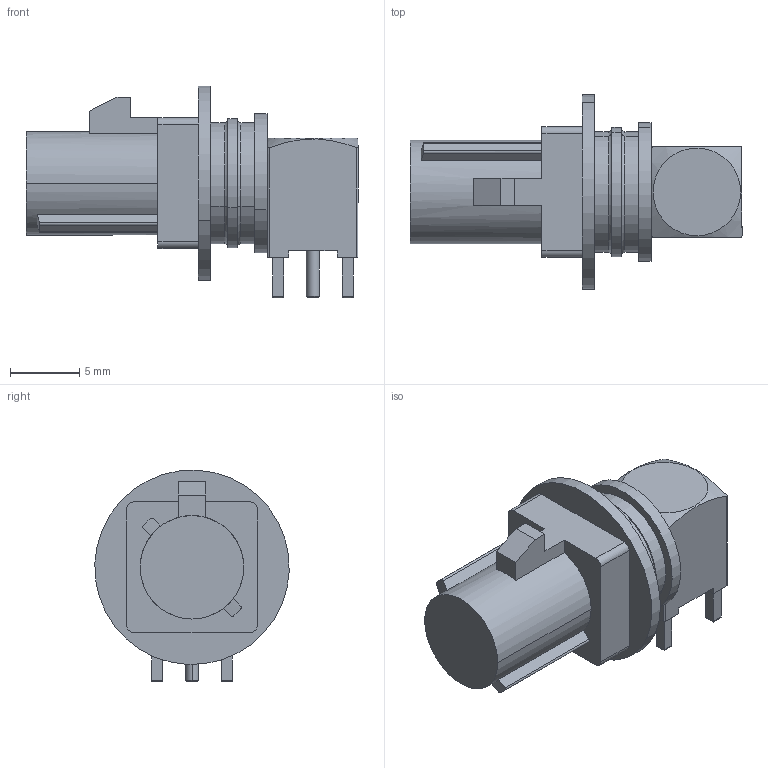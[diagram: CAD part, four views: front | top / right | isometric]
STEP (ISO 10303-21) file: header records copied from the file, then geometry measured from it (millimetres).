
FILE_DESCRIPTION (( 'STEP AP203' ), '1' );
FILE_NAME ('SHM.900.0006-15.C.STEP', '2017-05-09T07:44:52', ( 'Windows' ), ( 'Microsoft' ), 'SwSTEP 2.0', 'SolidWorks 2014', '' );
FILE_SCHEMA (( 'CONFIG_CONTROL_DESIGN' ));
Length unit declared in the file: millimetre
Products named in the file (2): SHM.03.0084; SHM.900.0006-15.C
Assembly tree (1 placements, depth 2):
  SHM.900.0006-15.C
    SHM.03.0084
Bounding box: 23.9 x 13.99 x 15.24 mm (x, y, z)
Volume: 1453.6 mm3; surface area: 1238.8 mm2
Topology: 1 solids, 5 shells, 176 faces, 438 edges, 282 vertices
Faces by surface type: plane 91, cylinder 61, cone 18, torus 4, bspline 2
Entity records: 5602 total; most frequent: CARTESIAN_POINT 1217, ORIENTED_EDGE 876, DIRECTION 869, EDGE_CURVE 438, AXIS2_PLACEMENT_3D 305, VERTEX_POINT 282, VECTOR 259, LINE 259
